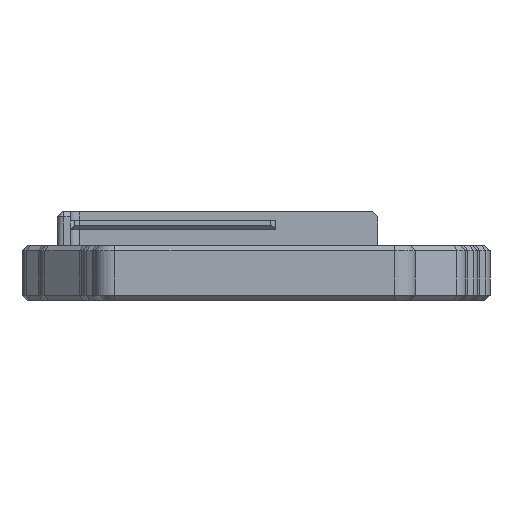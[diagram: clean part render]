
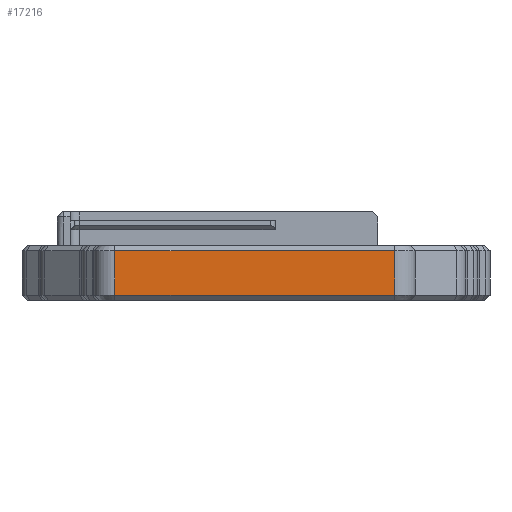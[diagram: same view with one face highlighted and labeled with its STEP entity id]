
A CAD part, left-side view. The second image highlights one B-rep face of the part: STEP entity #17216.
In plain terms, the highlighted planar face has unit normal (-1, 0, 0).
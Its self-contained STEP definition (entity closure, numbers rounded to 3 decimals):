
#1508=FACE_OUTER_BOUND('',#2465,.T.);
#2465=EDGE_LOOP('',(#11686,#11687,#11688,#11689));
#3566=LINE('',#25577,#5360);
#3619=LINE('',#25733,#5413);
#3620=LINE('',#25737,#5414);
#3621=LINE('',#25738,#5415);
#5360=VECTOR('',#20165,10.);
#5413=VECTOR('',#20326,10.);
#5414=VECTOR('',#20331,10.);
#5415=VECTOR('',#20332,10.);
#7162=VERTEX_POINT('',#25570);
#7164=VERTEX_POINT('',#25576);
#7213=VERTEX_POINT('',#25732);
#7214=VERTEX_POINT('',#25736);
#8888=EDGE_CURVE('',#7162,#7164,#3566,.T.);
#8967=EDGE_CURVE('',#7164,#7213,#3619,.T.);
#8969=EDGE_CURVE('',#7162,#7214,#3620,.T.);
#8970=EDGE_CURVE('',#7213,#7214,#3621,.T.);
#11686=ORIENTED_EDGE('',*,*,#8888,.F.);
#11687=ORIENTED_EDGE('',*,*,#8969,.T.);
#11688=ORIENTED_EDGE('',*,*,#8970,.F.);
#11689=ORIENTED_EDGE('',*,*,#8967,.F.);
#16696=PLANE('',#18254);
#17216=ADVANCED_FACE('',(#1508),#16696,.T.);
#18254=AXIS2_PLACEMENT_3D('',#25735,#20329,#20330);
#20165=DIRECTION('',(0.,1.,0.));
#20326=DIRECTION('',(0.,0.,1.));
#20329=DIRECTION('center_axis',(-1.,0.,0.));
#20330=DIRECTION('ref_axis',(0.,-1.,0.));
#20331=DIRECTION('',(0.,0.,1.));
#20332=DIRECTION('',(0.,-1.,0.));
#25570=CARTESIAN_POINT('',(-142.3,16.093,1.));
#25576=CARTESIAN_POINT('',(-142.3,69.693,1.));
#25577=CARTESIAN_POINT('',(-142.3,56.168,1.));
#25732=CARTESIAN_POINT('',(-142.3,69.693,9.5));
#25733=CARTESIAN_POINT('',(-142.3,69.693,0.));
#25735=CARTESIAN_POINT('Origin',(-142.3,69.693,0.));
#25736=CARTESIAN_POINT('',(-142.3,16.093,9.5));
#25737=CARTESIAN_POINT('',(-142.3,16.093,0.));
#25738=CARTESIAN_POINT('',(-142.3,56.168,9.5));
